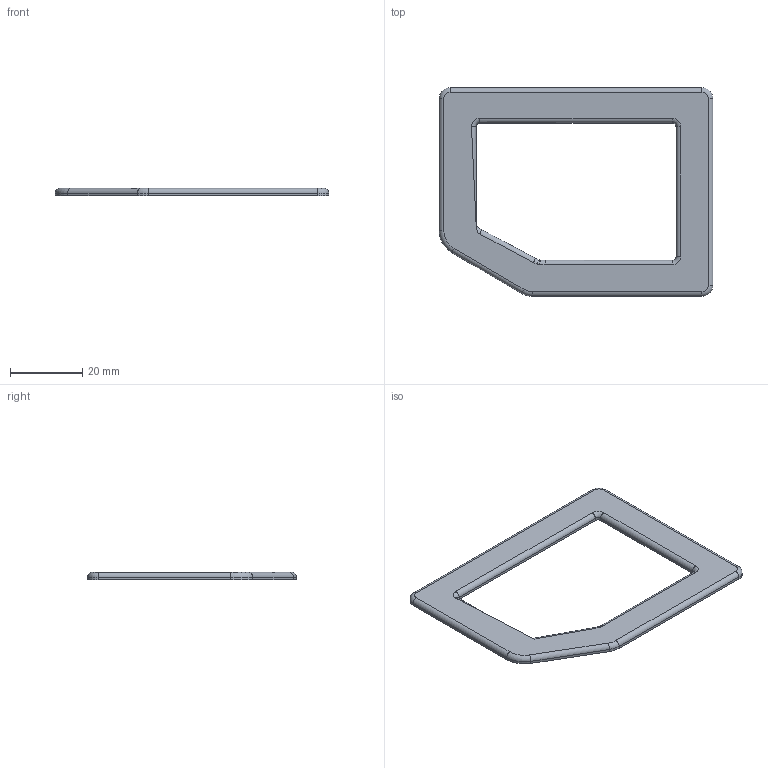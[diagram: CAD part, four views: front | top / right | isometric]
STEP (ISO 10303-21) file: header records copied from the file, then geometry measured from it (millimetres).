
FILE_DESCRIPTION(/* description */ (''),/* implementation_level */ '2;1');
FILE_NAME(/* name */ 'TopDecor.step',/* time_stamp */ '2024-10-21T22:48:35-05:00',/* author */ (''),/* organization */ (''),/* preprocessor_version */ 'ST-DEVELOPER v20',/* originating_system */ 'Autodesk Translation Framework v13.20.0.188',/* authorisation */ '');
FILE_SCHEMA (('AUTOMOTIVE_DESIGN { 1 0 10303 214 3 1 1 }'));
Length unit declared in the file: millimetre
Products named in the file (1): Decor
Bounding box: 75.92 x 57.91 x 2 mm (x, y, z)
Volume: 4219.2 mm3; surface area: 5000.8 mm2
Topology: 1 solids, 1 shells, 48 faces, 121 edges, 73 vertices
Faces by surface type: cylinder 20, plane 14, torus 8, bspline 6
Entity records: 1835 total; most frequent: CARTESIAN_POINT 674, ORIENTED_EDGE 238, DIRECTION 234, EDGE_CURVE 119, AXIS2_PLACEMENT_3D 88, VERTEX_POINT 73, LINE 58, VECTOR 58
